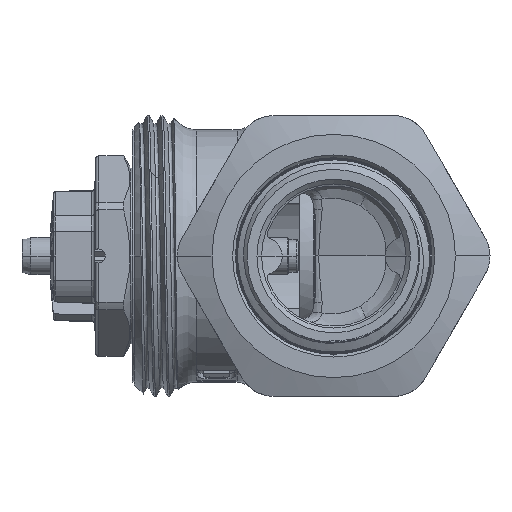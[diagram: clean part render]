
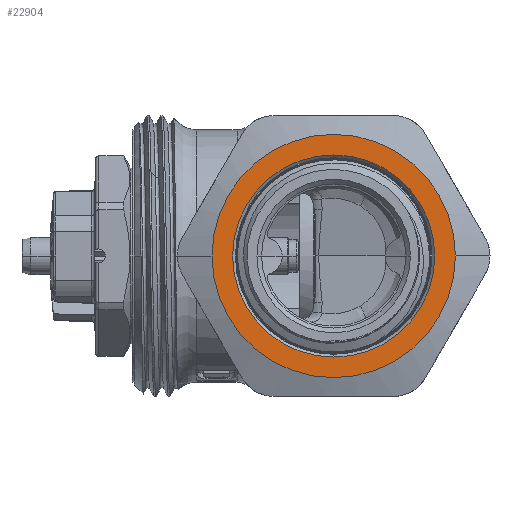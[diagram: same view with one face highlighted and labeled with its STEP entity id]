
A CAD part, left-side view. The second image highlights one B-rep face of the part: STEP entity #22904.
In plain terms, the highlighted planar face has unit normal (-1, 0, 0).
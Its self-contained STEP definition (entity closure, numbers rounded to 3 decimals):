
#3938=CARTESIAN_POINT('',(-35.7,0.,0.));
#3939=DIRECTION('',(-1.,0.,0.));
#3940=DIRECTION('',(0.,0.,-1.));
#3941=AXIS2_PLACEMENT_3D('',#3938,#3939,#3940);
#3956=CARTESIAN_POINT('',(-35.7,0.,0.));
#3957=DIRECTION('',(-1.,0.,0.));
#3958=DIRECTION('',(0.,1.,0.));
#3959=AXIS2_PLACEMENT_3D('',#3956,#3957,#3958);
#3961=CARTESIAN_POINT('',(-35.7,0.,0.));
#3962=DIRECTION('',(-1.,0.,0.));
#3963=DIRECTION('',(0.,-1.,0.));
#3964=AXIS2_PLACEMENT_3D('',#3961,#3962,#3963);
#4410=CARTESIAN_POINT('',(-35.7,0.,0.));
#4411=DIRECTION('',(-1.,0.,0.));
#4412=DIRECTION('',(0.,0.,1.));
#4413=AXIS2_PLACEMENT_3D('',#4410,#4411,#4412);
#19235=CARTESIAN_POINT('',(-35.7,0.,10.8));
#19236=CARTESIAN_POINT('',(-35.7,0.,-10.8));
#19237=VERTEX_POINT('',#19235);
#19238=VERTEX_POINT('',#19236);
#19243=CARTESIAN_POINT('',(-35.7,13.,0.));
#19244=CARTESIAN_POINT('',(-35.7,-13.,0.));
#19245=VERTEX_POINT('',#19243);
#19246=VERTEX_POINT('',#19244);
#22888=CARTESIAN_POINT('',(-35.7,0.,0.));
#22889=DIRECTION('',(1.,0.,0.));
#22890=DIRECTION('',(0.,-1.,0.));
#22891=AXIS2_PLACEMENT_3D('',#22888,#22889,#22890);
#22892=PLANE('',#22891);
#22894=ORIENTED_EDGE('',*,*,#22893,.F.);
#22896=ORIENTED_EDGE('',*,*,#22895,.F.);
#22897=EDGE_LOOP('',(#22894,#22896));
#22898=FACE_OUTER_BOUND('',#22897,.F.);
#22900=ORIENTED_EDGE('',*,*,#22899,.T.);
#22901=ORIENTED_EDGE('',*,*,#22878,.T.);
#22902=EDGE_LOOP('',(#22900,#22901));
#22903=FACE_BOUND('',#22902,.F.);
#22904=ADVANCED_FACE('',(#22898,#22903),#22892,.F.);
#3942=CIRCLE('',#3941,10.8);
#3960=CIRCLE('',#3959,13.);
#3965=CIRCLE('',#3964,13.);
#4414=CIRCLE('',#4413,10.8);
#22878=EDGE_CURVE('',#19238,#19237,#3942,.T.);
#22893=EDGE_CURVE('',#19245,#19246,#3960,.T.);
#22895=EDGE_CURVE('',#19246,#19245,#3965,.T.);
#22899=EDGE_CURVE('',#19237,#19238,#4414,.T.);
